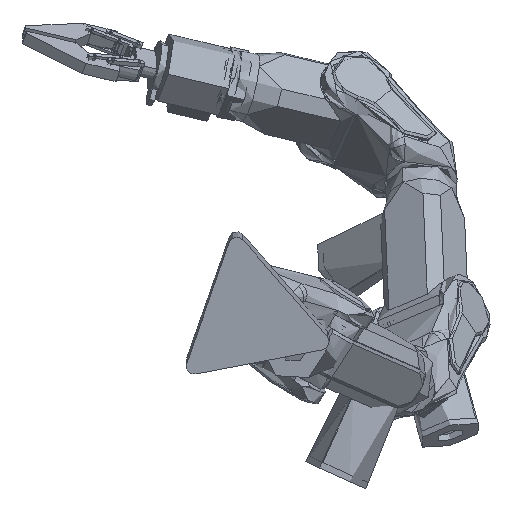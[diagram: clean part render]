
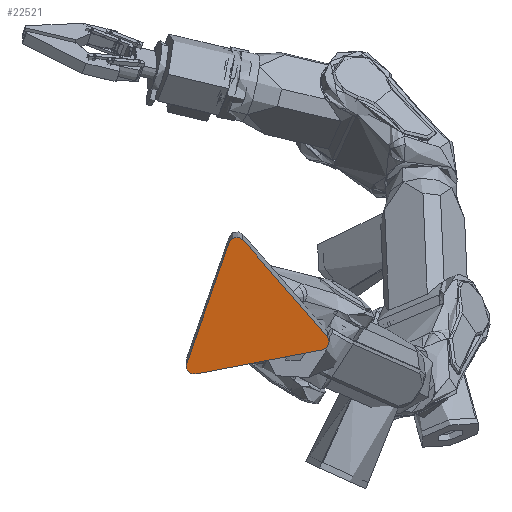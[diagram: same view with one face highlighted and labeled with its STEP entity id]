
A CAD part, left-side view. The second image highlights one B-rep face of the part: STEP entity #22521.
In plain terms, the highlighted face is planar.
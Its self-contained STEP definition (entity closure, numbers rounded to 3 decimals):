
#340 = LINE ( 'NONE', #27777, #25249 ) ;
#1153 = CARTESIAN_POINT ( 'NONE',  ( 71.014, 0., 41. ) ) ;
#1840 = DIRECTION ( 'NONE',  ( 0., -1., 0. ) ) ;
#4205 = AXIS2_PLACEMENT_3D ( 'NONE', #14551, #37005, #17807 ) ;
#4450 = DIRECTION ( 'NONE',  ( 0., 0., 1. ) ) ;
#6233 = EDGE_CURVE ( 'NONE', #15736, #34635, #340, .T. ) ;
#6749 = CARTESIAN_POINT ( 'NONE',  ( -86.603, 0., 50. ) ) ;
#7210 = CARTESIAN_POINT ( 'NONE',  ( -71.014, 0., 50. ) ) ;
#8508 = EDGE_CURVE ( 'NONE', #27886, #12720, #13015, .T. ) ;
#8509 = ORIENTED_EDGE ( 'NONE', *, *, #36311, .F. ) ;
#8658 = LINE ( 'NONE', #38427, #34374 ) ;
#9724 = AXIS2_PLACEMENT_3D ( 'NONE', #1153, #23868, #4450 ) ;
#11281 = CARTESIAN_POINT ( 'NONE',  ( 0., 0., -91. ) ) ;
#11361 = ORIENTED_EDGE ( 'NONE', *, *, #8508, .T. ) ;
#11454 = ORIENTED_EDGE ( 'NONE', *, *, #39992, .F. ) ;
#11555 = AXIS2_PLACEMENT_3D ( 'NONE', #34928, #15714, #38155 ) ;
#12028 = CIRCLE ( 'NONE', #11555, 9. ) ;
#12040 = CARTESIAN_POINT ( 'NONE',  ( 78.808, 0., 36.5 ) ) ;
#12720 = VERTEX_POINT ( 'NONE', #30256 ) ;
#13015 = CIRCLE ( 'NONE', #4205, 9. ) ;
#14236 = CARTESIAN_POINT ( 'NONE',  ( -7.794, 0., -86.5 ) ) ;
#14551 = CARTESIAN_POINT ( 'NONE',  ( -71.014, 0., 41. ) ) ;
#14886 = CARTESIAN_POINT ( 'NONE',  ( 71.014, 0., 50. ) ) ;
#15428 = ORIENTED_EDGE ( 'NONE', *, *, #15833, .T. ) ;
#15635 = EDGE_CURVE ( 'NONE', #19274, #17551, #24611, .T. ) ;
#15714 = DIRECTION ( 'NONE',  ( 0., -1., 0. ) ) ;
#15736 = VERTEX_POINT ( 'NONE', #12040 ) ;
#15833 = EDGE_CURVE ( 'NONE', #17551, #34635, #12028, .T. ) ;
#17431 = DIRECTION ( 'NONE',  ( 0., 0., 1. ) ) ;
#17551 = VERTEX_POINT ( 'NONE', #11281 ) ;
#17807 = DIRECTION ( 'NONE',  ( 0., 0., 1. ) ) ;
#19274 = VERTEX_POINT ( 'NONE', #14236 ) ;
#19847 = EDGE_CURVE ( 'NONE', #15736, #24689, #38481, .T. ) ;
#21336 = CARTESIAN_POINT ( 'NONE',  ( 0., 0., -82. ) ) ;
#22521 = ADVANCED_FACE ( 'NONE', ( #29756 ), #33393, .F. ) ;
#23868 = DIRECTION ( 'NONE',  ( 0., -1., 0. ) ) ;
#24546 = DIRECTION ( 'NONE',  ( 0., 0., 1. ) ) ;
#24611 = CIRCLE ( 'NONE', #31754, 9. ) ;
#24689 = VERTEX_POINT ( 'NONE', #14886 ) ;
#24698 = DIRECTION ( 'NONE',  ( -0.5, 0., -0.866 ) ) ;
#25249 = VECTOR ( 'NONE', #24698, 1000. ) ;
#26970 = CARTESIAN_POINT ( 'NONE',  ( 0., 0., 0. ) ) ;
#27680 = ORIENTED_EDGE ( 'NONE', *, *, #6233, .F. ) ;
#27777 = CARTESIAN_POINT ( 'NONE',  ( 86.603, 0., 50. ) ) ;
#27886 = VERTEX_POINT ( 'NONE', #7210 ) ;
#28564 = VECTOR ( 'NONE', #29339, 1000. ) ;
#29339 = DIRECTION ( 'NONE',  ( 1., 0., 0. ) ) ;
#29347 = ORIENTED_EDGE ( 'NONE', *, *, #19847, .T. ) ;
#29756 = FACE_OUTER_BOUND ( 'NONE', #35145, .T. ) ;
#30256 = CARTESIAN_POINT ( 'NONE',  ( -78.808, 0., 36.5 ) ) ;
#31754 = AXIS2_PLACEMENT_3D ( 'NONE', #21336, #1840, #24546 ) ;
#32696 = AXIS2_PLACEMENT_3D ( 'NONE', #26970, #36664, #17431 ) ;
#33393 = PLANE ( 'NONE',  #32696 ) ;
#34374 = VECTOR ( 'NONE', #41661, 1000. ) ;
#34635 = VERTEX_POINT ( 'NONE', #41115 ) ;
#34928 = CARTESIAN_POINT ( 'NONE',  ( 0., 0., -82. ) ) ;
#35145 = EDGE_LOOP ( 'NONE', ( #11454, #38126, #15428, #27680, #29347, #8509, #11361 ) ) ;
#36311 = EDGE_CURVE ( 'NONE', #27886, #24689, #38114, .T. ) ;
#36664 = DIRECTION ( 'NONE',  ( 0., 1., 0. ) ) ;
#37005 = DIRECTION ( 'NONE',  ( 0., -1., 0. ) ) ;
#38114 = LINE ( 'NONE', #6749, #28564 ) ;
#38126 = ORIENTED_EDGE ( 'NONE', *, *, #15635, .T. ) ;
#38155 = DIRECTION ( 'NONE',  ( 0., 0., 1. ) ) ;
#38427 = CARTESIAN_POINT ( 'NONE',  ( 0., 0., -100. ) ) ;
#38481 = CIRCLE ( 'NONE', #9724, 9. ) ;
#39992 = EDGE_CURVE ( 'NONE', #19274, #12720, #8658, .T. ) ;
#41115 = CARTESIAN_POINT ( 'NONE',  ( 7.794, 0., -86.5 ) ) ;
#41661 = DIRECTION ( 'NONE',  ( -0.5, 0., 0.866 ) ) ;
